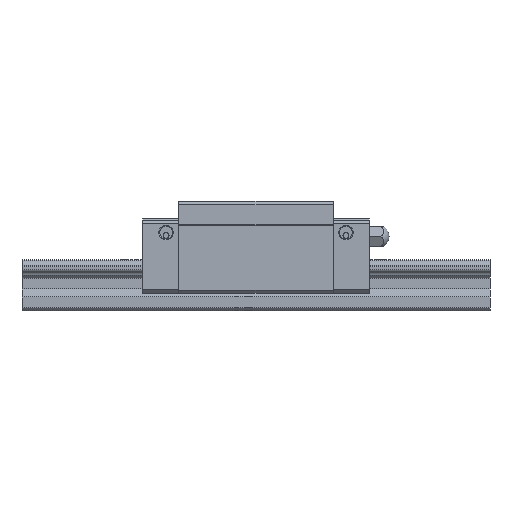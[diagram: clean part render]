
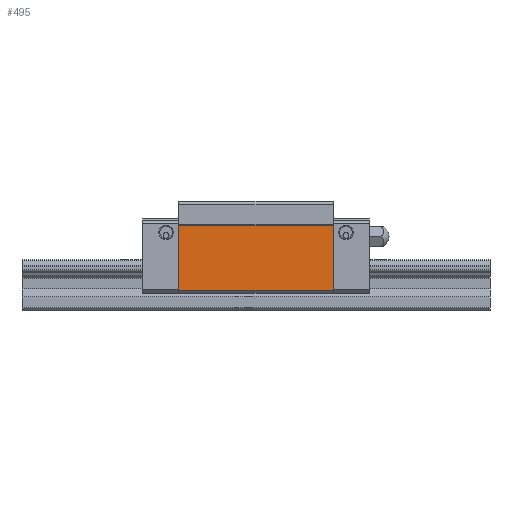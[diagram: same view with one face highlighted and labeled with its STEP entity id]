
A CAD part, left-side view. The second image highlights one B-rep face of the part: STEP entity #495.
In plain terms, the highlighted planar face has unit normal (-1, 0, 0).
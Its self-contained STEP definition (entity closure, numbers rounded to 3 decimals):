
#495 = ADVANCED_FACE( '', ( #1114 ), #1115, .F. );
#1114 = FACE_OUTER_BOUND( '', #1877, .T. );
#1115 = PLANE( '', #1878 );
#1877 = EDGE_LOOP( '', ( #3058, #3059, #3060, #3061 ) );
#1878 = AXIS2_PLACEMENT_3D( '', #3062, #3063, #3064 );
#3058 = ORIENTED_EDGE( '', *, *, #4612, .T. );
#3059 = ORIENTED_EDGE( '', *, *, #4287, .F. );
#3060 = ORIENTED_EDGE( '', *, *, #4238, .F. );
#3061 = ORIENTED_EDGE( '', *, *, #4613, .T. );
#3062 = CARTESIAN_POINT( '', ( -16.7, 19.75, 5.2 ) );
#3063 = DIRECTION( '', ( 1., 0., 0. ) );
#3064 = DIRECTION( '', ( 0., 1., 0. ) );
#4238 = EDGE_CURVE( '', #4992, #4994, #4995, .T. );
#4287 = EDGE_CURVE( '', #4994, #5079, #5083, .T. );
#4612 = EDGE_CURVE( '', #5603, #5079, #5604, .T. );
#4613 = EDGE_CURVE( '', #4992, #5603, #5605, .T. );
#4992 = VERTEX_POINT( '', #6093 );
#4994 = VERTEX_POINT( '', #6096 );
#4995 = LINE( '', #6097, #6098 );
#5079 = VERTEX_POINT( '', #6219 );
#5083 = LINE( '', #6225, #6226 );
#5603 = VERTEX_POINT( '', #6883 );
#5604 = LINE( '', #6884, #6885 );
#5605 = LINE( '', #6886, #6887 );
#6093 = CARTESIAN_POINT( '', ( -16.7, 19.75, 5.2 ) );
#6096 = CARTESIAN_POINT( '', ( -16.7, 19.75, 21.7 ) );
#6097 = CARTESIAN_POINT( '', ( -16.7, 19.75, 5.2 ) );
#6098 = VECTOR( '', #7472, 1000. );
#6219 = CARTESIAN_POINT( '', ( -16.7, -19.75, 21.7 ) );
#6225 = CARTESIAN_POINT( '', ( -16.7, 19.75, 21.7 ) );
#6226 = VECTOR( '', #7521, 1000. );
#6883 = CARTESIAN_POINT( '', ( -16.7, -19.75, 5.2 ) );
#6884 = CARTESIAN_POINT( '', ( -16.7, -19.75, 5.2 ) );
#6885 = VECTOR( '', #7962, 1000. );
#6886 = CARTESIAN_POINT( '', ( -16.7, 19.75, 5.2 ) );
#6887 = VECTOR( '', #7963, 1000. );
#7472 = DIRECTION( '', ( 0., 0., 1. ) );
#7521 = DIRECTION( '', ( 0., -1., 0. ) );
#7962 = DIRECTION( '', ( 0., 0., 1. ) );
#7963 = DIRECTION( '', ( 0., -1., 0. ) );
